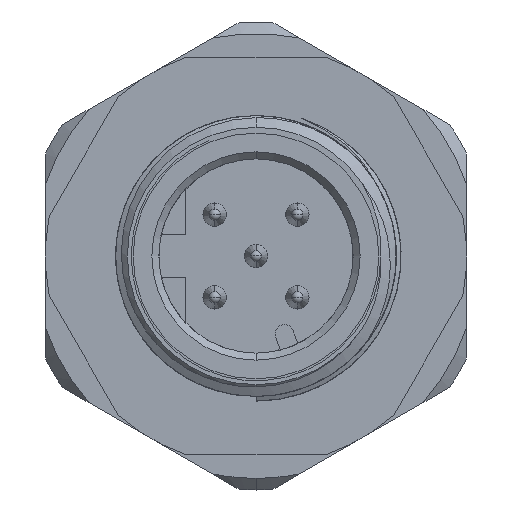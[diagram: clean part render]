
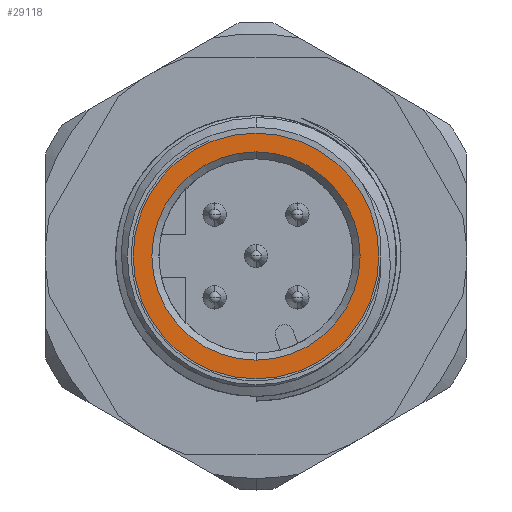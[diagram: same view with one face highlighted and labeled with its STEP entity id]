
A CAD part, left-side view. The second image highlights one B-rep face of the part: STEP entity #29118.
In plain terms, the highlighted face is planar.
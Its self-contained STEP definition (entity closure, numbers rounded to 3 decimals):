
#389 = VERTEX_POINT ( 'NONE', #7788 ) ;
#2291 = AXIS2_PLACEMENT_3D ( 'NONE', #33039, #24836, #29879 ) ;
#3557 = DIRECTION ( 'NONE',  ( 0., 0., 1. ) ) ;
#4810 = CIRCLE ( 'NONE', #21308, 4.45 ) ;
#5232 = VERTEX_POINT ( 'NONE', #6360 ) ;
#5993 = DIRECTION ( 'NONE',  ( 0., 0., 1. ) ) ;
#6198 = DIRECTION ( 'NONE',  ( 0., 0., 1. ) ) ;
#6360 = CARTESIAN_POINT ( 'NONE',  ( 9., 0., 4.45 ) ) ;
#7788 = CARTESIAN_POINT ( 'NONE',  ( 9., 0., -5.25 ) ) ;
#8645 = DIRECTION ( 'NONE',  ( -1., 0., 0. ) ) ;
#8855 = CIRCLE ( 'NONE', #9913, 5.25 ) ;
#9592 = VERTEX_POINT ( 'NONE', #20568 ) ;
#9613 = FACE_BOUND ( 'NONE', #14431, .T. ) ;
#9913 = AXIS2_PLACEMENT_3D ( 'NONE', #14500, #11652, #29584 ) ;
#11575 = VERTEX_POINT ( 'NONE', #18984 ) ;
#11652 = DIRECTION ( 'NONE',  ( -1., 0., 0. ) ) ;
#12610 = ORIENTED_EDGE ( 'NONE', *, *, #13950, .T. ) ;
#13051 = CARTESIAN_POINT ( 'NONE',  ( 9., 0., 0. ) ) ;
#13507 = AXIS2_PLACEMENT_3D ( 'NONE', #13051, #16239, #3557 ) ;
#13950 = EDGE_CURVE ( 'NONE', #9592, #5232, #29031, .T. ) ;
#14431 = EDGE_LOOP ( 'NONE', ( #12610, #15231 ) ) ;
#14500 = CARTESIAN_POINT ( 'NONE',  ( 9., 0., 0. ) ) ;
#15231 = ORIENTED_EDGE ( 'NONE', *, *, #22808, .T. ) ;
#15627 = EDGE_CURVE ( 'NONE', #11575, #389, #8855, .T. ) ;
#16239 = DIRECTION ( 'NONE',  ( -1., 0., 0. ) ) ;
#17909 = EDGE_LOOP ( 'NONE', ( #27986, #31547 ) ) ;
#18984 = CARTESIAN_POINT ( 'NONE',  ( 9., 0., 5.25 ) ) ;
#19781 = FACE_OUTER_BOUND ( 'NONE', #17909, .T. ) ;
#19936 = PLANE ( 'NONE',  #2291 ) ;
#20568 = CARTESIAN_POINT ( 'NONE',  ( 9., 0., -4.45 ) ) ;
#20597 = EDGE_CURVE ( 'NONE', #389, #11575, #29205, .T. ) ;
#21308 = AXIS2_PLACEMENT_3D ( 'NONE', #26071, #8645, #5993 ) ;
#22808 = EDGE_CURVE ( 'NONE', #5232, #9592, #4810, .T. ) ;
#24836 = DIRECTION ( 'NONE',  ( -1., 0., 0. ) ) ;
#26071 = CARTESIAN_POINT ( 'NONE',  ( 9., 0., 0. ) ) ;
#27110 = CARTESIAN_POINT ( 'NONE',  ( 9., 0., 0. ) ) ;
#27986 = ORIENTED_EDGE ( 'NONE', *, *, #15627, .F. ) ;
#28667 = AXIS2_PLACEMENT_3D ( 'NONE', #27110, #32135, #6198 ) ;
#29031 = CIRCLE ( 'NONE', #13507, 4.45 ) ;
#29118 = ADVANCED_FACE ( 'NONE', ( #9613, #19781 ), #19936, .F. ) ;
#29205 = CIRCLE ( 'NONE', #28667, 5.25 ) ;
#29584 = DIRECTION ( 'NONE',  ( 0., 0., 1. ) ) ;
#29879 = DIRECTION ( 'NONE',  ( 0., 0., 1. ) ) ;
#31547 = ORIENTED_EDGE ( 'NONE', *, *, #20597, .F. ) ;
#32135 = DIRECTION ( 'NONE',  ( -1., 0., 0. ) ) ;
#33039 = CARTESIAN_POINT ( 'NONE',  ( 9., 5.25, 0. ) ) ;
